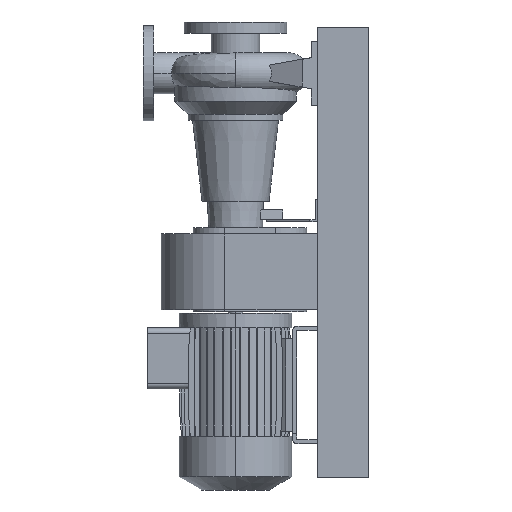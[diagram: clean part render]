
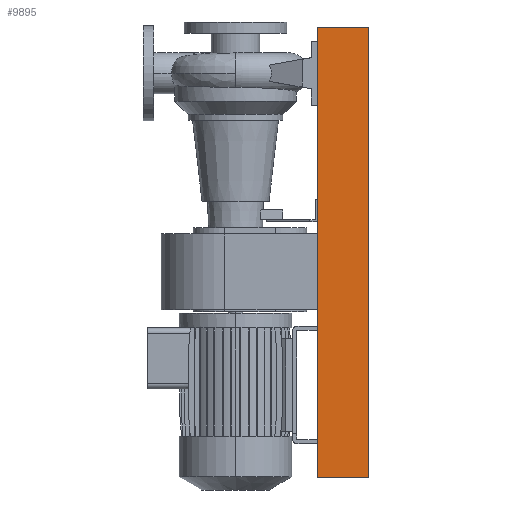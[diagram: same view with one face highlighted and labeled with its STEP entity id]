
A CAD part, left-side view. The second image highlights one B-rep face of the part: STEP entity #9895.
In plain terms, the highlighted planar face has unit normal (-1, 0, 0).
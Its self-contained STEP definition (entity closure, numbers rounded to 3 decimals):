
#499 = VECTOR ( 'NONE', #5378, 1000. ) ;
#1467 = VERTEX_POINT ( 'NONE', #16047 ) ;
#1567 = DIRECTION ( 'NONE',  ( 0., -1., 0. ) ) ;
#2292 = DIRECTION ( 'NONE',  ( -1., 0., 0. ) ) ;
#2538 = CARTESIAN_POINT ( 'NONE',  ( -150., -50., 440. ) ) ;
#2707 = DIRECTION ( 'NONE',  ( 0., 0., 1. ) ) ;
#2708 = ORIENTED_EDGE ( 'NONE', *, *, #11392, .T. ) ;
#2940 = AXIS2_PLACEMENT_3D ( 'NONE', #14775, #2292, #13220 ) ;
#4814 = EDGE_CURVE ( 'NONE', #20231, #1467, #14640, .T. ) ;
#5303 = VECTOR ( 'NONE', #1567, 1000. ) ;
#5378 = DIRECTION ( 'NONE',  ( 0., 0., 1. ) ) ;
#6859 = FACE_OUTER_BOUND ( 'NONE', #18620, .T. ) ;
#7579 = VECTOR ( 'NONE', #18311, 1000. ) ;
#7802 = ORIENTED_EDGE ( 'NONE', *, *, #4814, .F. ) ;
#8497 = CARTESIAN_POINT ( 'NONE',  ( -150., 50., -440. ) ) ;
#8736 = CARTESIAN_POINT ( 'NONE',  ( -150., -50., -440. ) ) ;
#9895 = ADVANCED_FACE ( 'NONE', ( #6859 ), #18054, .T. ) ;
#10733 = CARTESIAN_POINT ( 'NONE',  ( -150., -50., -440. ) ) ;
#10941 = LINE ( 'NONE', #10733, #5303 ) ;
#10961 = ORIENTED_EDGE ( 'NONE', *, *, #15829, .T. ) ;
#11392 = EDGE_CURVE ( 'NONE', #20231, #12732, #10941, .T. ) ;
#12732 = VERTEX_POINT ( 'NONE', #19409 ) ;
#13220 = DIRECTION ( 'NONE',  ( 0., 0., 1. ) ) ;
#13369 = LINE ( 'NONE', #2538, #7579 ) ;
#13395 = CARTESIAN_POINT ( 'NONE',  ( -150., -50., 440. ) ) ;
#13718 = VERTEX_POINT ( 'NONE', #13395 ) ;
#14640 = LINE ( 'NONE', #8497, #499 ) ;
#14775 = CARTESIAN_POINT ( 'NONE',  ( -150., -50., -440. ) ) ;
#15829 = EDGE_CURVE ( 'NONE', #12732, #13718, #20019, .T. ) ;
#16047 = CARTESIAN_POINT ( 'NONE',  ( -150., 50., 440. ) ) ;
#16431 = VECTOR ( 'NONE', #2707, 1000. ) ;
#17919 = CARTESIAN_POINT ( 'NONE',  ( -150., 50., -440. ) ) ;
#18054 = PLANE ( 'NONE',  #2940 ) ;
#18311 = DIRECTION ( 'NONE',  ( 0., -1., 0. ) ) ;
#18620 = EDGE_LOOP ( 'NONE', ( #20190, #7802, #2708, #10961 ) ) ;
#19409 = CARTESIAN_POINT ( 'NONE',  ( -150., -50., -440. ) ) ;
#20019 = LINE ( 'NONE', #8736, #16431 ) ;
#20169 = EDGE_CURVE ( 'NONE', #1467, #13718, #13369, .T. ) ;
#20190 = ORIENTED_EDGE ( 'NONE', *, *, #20169, .F. ) ;
#20231 = VERTEX_POINT ( 'NONE', #17919 ) ;
